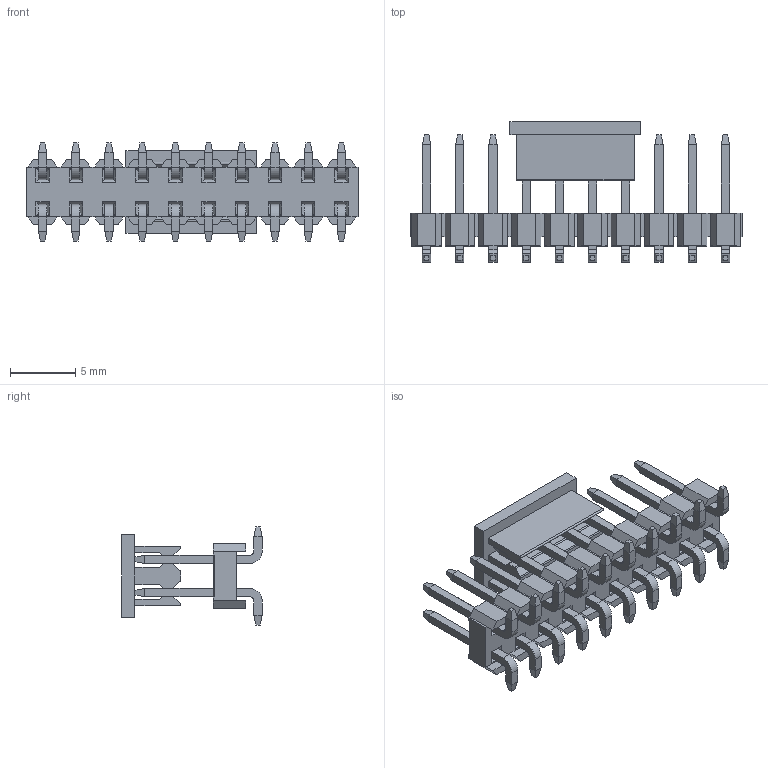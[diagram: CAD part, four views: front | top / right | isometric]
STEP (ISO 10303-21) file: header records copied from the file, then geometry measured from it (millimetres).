
FILE_DESCRIPTION( ('This file contains a STEP AP42 implementation' ,'as created by ZW3D STEP Interface translator.') ,'2;1' );
FILE_NAME( '1125-12XXXXMXXXXXXX(拸翐).stp' ,'23 329.16 158', (''), ('ZWCAD Software Co.'), 'Version 1.0', 'ZW3D to STEP translator', '' );
FILE_SCHEMA(('AUTOMOTIVE_DESIGN { 1 0 10303 214 1 1 1 1 }'));
Length unit declared in the file: millimetre
Products named in the file (2): 0; 1125-1220XXM116XXXX(拸翐)
Bounding box: 25.4 x 10.74 x 7.5 mm (x, y, z)
Volume: 445.9 mm3; surface area: 1462.3 mm2
Topology: 22 solids, 22 shells, 738 faces, 1766 edges, 1084 vertices
Faces by surface type: plane 690, cylinder 48
Entity records: 21459 total; most frequent: CARTESIAN_POINT 3589, ORIENTED_EDGE 3532, DIRECTION 3340, EDGE_CURVE 1766, VECTOR 1670, LINE 1670, VERTEX_POINT 1084, AXIS2_PLACEMENT_3D 835
